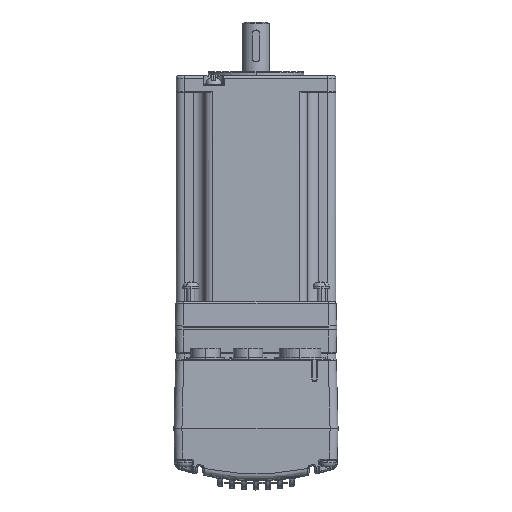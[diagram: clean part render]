
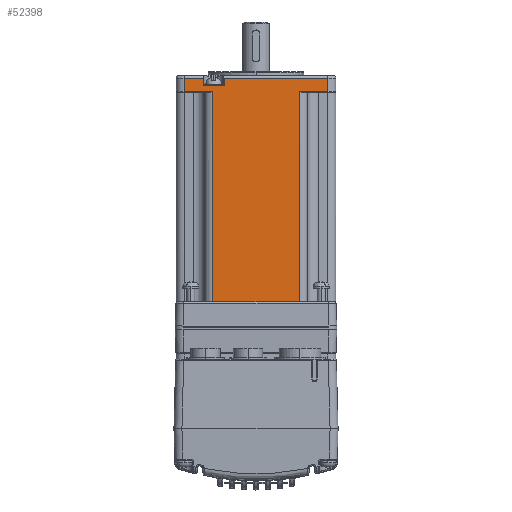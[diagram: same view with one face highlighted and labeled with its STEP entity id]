
A CAD part, top view. The second image highlights one B-rep face of the part: STEP entity #52398.
In plain terms, the highlighted face is planar.
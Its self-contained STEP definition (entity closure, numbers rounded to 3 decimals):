
#31522 = CARTESIAN_POINT ( 'NONE',  ( 92.176, 201.992, -6.1 ) ) ;
#31546 = CARTESIAN_POINT ( 'NONE',  ( 92.176, 201.992, -85. ) ) ;
#31570 = CARTESIAN_POINT ( 'NONE',  ( 92.176, 169.392, -85. ) ) ;
#31573 = CARTESIAN_POINT ( 'NONE',  ( 92.176, 169.392, -6.1 ) ) ;
#31588 = CARTESIAN_POINT ( 'NONE',  ( 92.176, 212.692, -6.1 ) ) ;
#31594 = CARTESIAN_POINT ( 'NONE',  ( 92.176, 212.692, -1. ) ) ;
#31597 = CARTESIAN_POINT ( 'NONE',  ( 92.176, 173.692, -1. ) ) ;
#31600 = CARTESIAN_POINT ( 'NONE',  ( 92.176, 173.692, -3.7 ) ) ;
#31603 = CARTESIAN_POINT ( 'NONE',  ( 92.176, 165.892, -3.7 ) ) ;
#31606 = CARTESIAN_POINT ( 'NONE',  ( 92.176, 165.892, -1. ) ) ;
#31609 = CARTESIAN_POINT ( 'NONE',  ( 92.176, 158.692, -1. ) ) ;
#31612 = CARTESIAN_POINT ( 'NONE',  ( 92.176, 158.692, -6.1 ) ) ;
#39184 = AXIS2_PLACEMENT_3D ( 'NONE', #62629, #62645, #62647 ) ;
#49813 = FACE_OUTER_BOUND ( 'NONE', #119441, .T. ) ;
#52398 = ADVANCED_FACE ( 'NONE', ( #49813 ), #62636, .T. ) ;
#62629 = CARTESIAN_POINT ( 'NONE',  ( 92.176, 215.692, 0. ) ) ;
#62636 = PLANE ( 'NONE',  #39184 ) ;
#62645 = DIRECTION ( 'NONE',  ( 1., 0., 0. ) ) ;
#62647 = DIRECTION ( 'NONE',  ( 0., 0., -1. ) ) ;
#70579 = LINE ( 'NONE', #74443, #70586 ) ;
#70581 = LINE ( 'NONE', #74450, #70584 ) ;
#70584 = VECTOR ( 'NONE', #74452, 1000. ) ;
#70585 = LINE ( 'NONE', #74454, #70588 ) ;
#70586 = VECTOR ( 'NONE', #74453, 1000. ) ;
#70587 = LINE ( 'NONE', #74456, #70590 ) ;
#70588 = VECTOR ( 'NONE', #74455, 1000. ) ;
#70589 = LINE ( 'NONE', #74458, #70592 ) ;
#70590 = VECTOR ( 'NONE', #74457, 1000. ) ;
#70592 = VECTOR ( 'NONE', #74459, 1000. ) ;
#70831 = LINE ( 'NONE', #82094, #70834 ) ;
#70834 = VECTOR ( 'NONE', #82095, 1000. ) ;
#70840 = VECTOR ( 'NONE', #82125, 1000. ) ;
#70847 = LINE ( 'NONE', #82124, #70840 ) ;
#70848 = LINE ( 'NONE', #82134, #70858 ) ;
#70849 = LINE ( 'NONE', #82126, #70851 ) ;
#70850 = LINE ( 'NONE', #82128, #70853 ) ;
#70851 = VECTOR ( 'NONE', #82127, 1000. ) ;
#70853 = VECTOR ( 'NONE', #82129, 1000. ) ;
#70857 = LINE ( 'NONE', #82138, #70860 ) ;
#70858 = VECTOR ( 'NONE', #82116, 1000. ) ;
#70859 = LINE ( 'NONE', #82144, #70864 ) ;
#70860 = VECTOR ( 'NONE', #82139, 1000. ) ;
#70864 = VECTOR ( 'NONE', #82145, 1000. ) ;
#74443 = CARTESIAN_POINT ( 'NONE',  ( 92.176, 215.692, -3.7 ) ) ;
#74450 = CARTESIAN_POINT ( 'NONE',  ( 92.176, 215.692, -6.1 ) ) ;
#74452 = DIRECTION ( 'NONE',  ( 0., 1., 0. ) ) ;
#74453 = DIRECTION ( 'NONE',  ( 0., -1., 0. ) ) ;
#74454 = CARTESIAN_POINT ( 'NONE',  ( 92.176, 212.692, 0. ) ) ;
#74455 = DIRECTION ( 'NONE',  ( 0., 0., 1. ) ) ;
#74456 = CARTESIAN_POINT ( 'NONE',  ( 92.176, 215.692, -85. ) ) ;
#74457 = DIRECTION ( 'NONE',  ( 0., 1., 0. ) ) ;
#74458 = CARTESIAN_POINT ( 'NONE',  ( 92.176, 169.392, 0. ) ) ;
#74459 = DIRECTION ( 'NONE',  ( 0., 0., -1. ) ) ;
#82094 = CARTESIAN_POINT ( 'NONE',  ( 92.176, 158.692, 0. ) ) ;
#82095 = DIRECTION ( 'NONE',  ( 0., 0., -1. ) ) ;
#82116 = DIRECTION ( 'NONE',  ( 0., -1., 0. ) ) ;
#82124 = CARTESIAN_POINT ( 'NONE',  ( 92.176, 165.892, 0. ) ) ;
#82125 = DIRECTION ( 'NONE',  ( 0., 0., 1. ) ) ;
#82126 = CARTESIAN_POINT ( 'NONE',  ( 92.176, 215.692, -1. ) ) ;
#82127 = DIRECTION ( 'NONE',  ( 0., -1., 0. ) ) ;
#82128 = CARTESIAN_POINT ( 'NONE',  ( 92.176, 173.692, 0. ) ) ;
#82129 = DIRECTION ( 'NONE',  ( 0., 0., -1. ) ) ;
#82134 = CARTESIAN_POINT ( 'NONE',  ( 92.176, 215.692, -1. ) ) ;
#82138 = CARTESIAN_POINT ( 'NONE',  ( 92.176, 215.692, -6.1 ) ) ;
#82139 = DIRECTION ( 'NONE',  ( 0., 1., 0. ) ) ;
#82144 = CARTESIAN_POINT ( 'NONE',  ( 92.176, 201.992, 0. ) ) ;
#82145 = DIRECTION ( 'NONE',  ( 0., 0., 1. ) ) ;
#104993 = EDGE_CURVE ( 'NONE', #127207, #127180, #70581, .T. ) ;
#104995 = EDGE_CURVE ( 'NONE', #127198, #127200, #70579, .T. ) ;
#104998 = EDGE_CURVE ( 'NONE', #127189, #127194, #70585, .T. ) ;
#104999 = EDGE_CURVE ( 'NONE', #127177, #127160, #70587, .T. ) ;
#105001 = EDGE_CURVE ( 'NONE', #127180, #127177, #70589, .T. ) ;
#105240 = EDGE_CURVE ( 'NONE', #127205, #127207, #70831, .T. ) ;
#105251 = EDGE_CURVE ( 'NONE', #127200, #127202, #70847, .T. ) ;
#105252 = EDGE_CURVE ( 'NONE', #127202, #127205, #70849, .T. ) ;
#105253 = EDGE_CURVE ( 'NONE', #127196, #127198, #70850, .T. ) ;
#105256 = EDGE_CURVE ( 'NONE', #127194, #127196, #70848, .T. ) ;
#105257 = EDGE_CURVE ( 'NONE', #127138, #127189, #70857, .T. ) ;
#105261 = EDGE_CURVE ( 'NONE', #127160, #127138, #70859, .T. ) ;
#117192 = ORIENTED_EDGE ( 'NONE', *, *, #105001, .T. ) ;
#117194 = ORIENTED_EDGE ( 'NONE', *, *, #104999, .T. ) ;
#117196 = ORIENTED_EDGE ( 'NONE', *, *, #105261, .T. ) ;
#117198 = ORIENTED_EDGE ( 'NONE', *, *, #105257, .T. ) ;
#117200 = ORIENTED_EDGE ( 'NONE', *, *, #104998, .T. ) ;
#117202 = ORIENTED_EDGE ( 'NONE', *, *, #105256, .T. ) ;
#117204 = ORIENTED_EDGE ( 'NONE', *, *, #105253, .T. ) ;
#117206 = ORIENTED_EDGE ( 'NONE', *, *, #104995, .T. ) ;
#117208 = ORIENTED_EDGE ( 'NONE', *, *, #105251, .T. ) ;
#117210 = ORIENTED_EDGE ( 'NONE', *, *, #105252, .T. ) ;
#117212 = ORIENTED_EDGE ( 'NONE', *, *, #105240, .T. ) ;
#117214 = ORIENTED_EDGE ( 'NONE', *, *, #104993, .T. ) ;
#119441 = EDGE_LOOP ( 'NONE', ( #117192, #117194, #117196, #117198, #117200, #117202, #117204, #117206, #117208, #117210, #117212, #117214 ) ) ;
#127138 = VERTEX_POINT ( 'NONE', #31522 ) ;
#127160 = VERTEX_POINT ( 'NONE', #31546 ) ;
#127177 = VERTEX_POINT ( 'NONE', #31570 ) ;
#127180 = VERTEX_POINT ( 'NONE', #31573 ) ;
#127189 = VERTEX_POINT ( 'NONE', #31588 ) ;
#127194 = VERTEX_POINT ( 'NONE', #31594 ) ;
#127196 = VERTEX_POINT ( 'NONE', #31597 ) ;
#127198 = VERTEX_POINT ( 'NONE', #31600 ) ;
#127200 = VERTEX_POINT ( 'NONE', #31603 ) ;
#127202 = VERTEX_POINT ( 'NONE', #31606 ) ;
#127205 = VERTEX_POINT ( 'NONE', #31609 ) ;
#127207 = VERTEX_POINT ( 'NONE', #31612 ) ;
